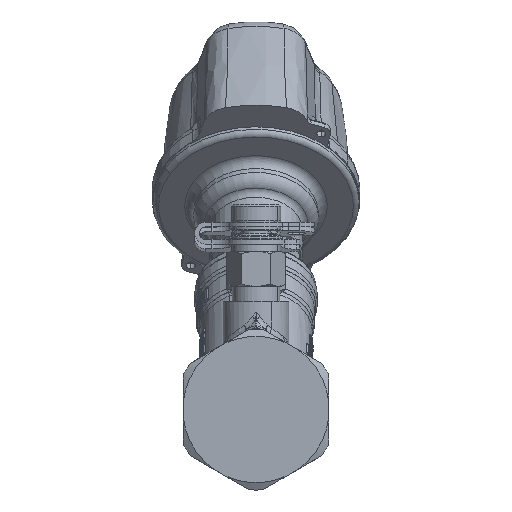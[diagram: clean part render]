
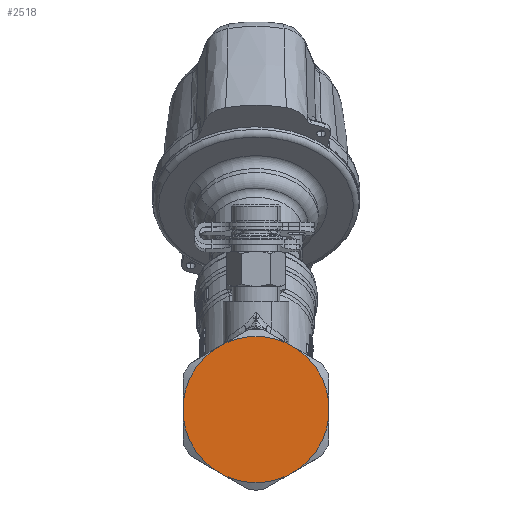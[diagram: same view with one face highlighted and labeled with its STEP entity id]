
A CAD part, front view. The second image highlights one B-rep face of the part: STEP entity #2518.
In plain terms, the highlighted planar face has unit normal (0, -1, 0).
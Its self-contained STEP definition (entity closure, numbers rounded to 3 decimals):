
#1666=CARTESIAN_POINT('Vertex',(11.68,-142.407,-16.235)) ;
#1669=CARTESIAN_POINT('Line Origine',(9.95,-142.407,-17.234)) ;
#1673=CARTESIAN_POINT('Vertex',(8.22,-142.407,-18.233)) ;
#2321=CARTESIAN_POINT('Axis2P3D Location',(0.,-142.407,0.)) ;
#2325=CARTESIAN_POINT('Vertex',(-19.9,-142.407,1.997)) ;
#2327=CARTESIAN_POINT('Vertex',(-11.68,-142.407,16.235)) ;
#2369=CARTESIAN_POINT('Vertex',(-19.9,-142.407,-1.997)) ;
#2372=CARTESIAN_POINT('Line Origine',(-19.9,-142.407,0.)) ;
#2387=CARTESIAN_POINT('Axis2P3D Location',(0.,-142.407,0.)) ;
#2391=CARTESIAN_POINT('Vertex',(-11.68,-142.407,-16.235)) ;
#2426=CARTESIAN_POINT('Vertex',(-8.22,-142.407,-18.233)) ;
#2429=CARTESIAN_POINT('Line Origine',(-9.95,-142.407,-17.234)) ;
#2444=CARTESIAN_POINT('Axis2P3D Location',(0.,-142.407,0.)) ;
#2459=CARTESIAN_POINT('Axis2P3D Location',(0.,-142.407,17.25)) ;
#2464=CARTESIAN_POINT('Axis2P3D Location',(0.,-142.407,0.)) ;
#2468=CARTESIAN_POINT('Vertex',(19.9,-142.407,-1.997)) ;
#2471=CARTESIAN_POINT('Line Origine',(19.9,-142.407,0.)) ;
#2475=CARTESIAN_POINT('Vertex',(19.9,-142.407,1.997)) ;
#2478=CARTESIAN_POINT('Axis2P3D Location',(0.,-142.407,0.)) ;
#2482=CARTESIAN_POINT('Vertex',(11.68,-142.407,16.235)) ;
#2485=CARTESIAN_POINT('Line Origine',(9.95,-142.407,17.234)) ;
#2489=CARTESIAN_POINT('Vertex',(8.22,-142.407,18.233)) ;
#2492=CARTESIAN_POINT('Axis2P3D Location',(0.,-142.407,0.)) ;
#2496=CARTESIAN_POINT('Vertex',(-8.22,-142.407,18.233)) ;
#2499=CARTESIAN_POINT('Line Origine',(-9.95,-142.407,17.234)) ;
#1671=VECTOR('Line Direction',#1670,1.) ;
#2374=VECTOR('Line Direction',#2373,1.) ;
#2431=VECTOR('Line Direction',#2430,1.) ;
#2473=VECTOR('Line Direction',#2472,1.) ;
#2487=VECTOR('Line Direction',#2486,1.) ;
#2501=VECTOR('Line Direction',#2500,1.) ;
#1670=DIRECTION('Vector Direction',(0.866,0.,0.5)) ;
#2322=DIRECTION('Axis2P3D Direction',(-0.,1.,0.)) ;
#2373=DIRECTION('Vector Direction',(0.,0.,1.)) ;
#2388=DIRECTION('Axis2P3D Direction',(-0.,1.,0.)) ;
#2430=DIRECTION('Vector Direction',(-0.866,0.,0.5)) ;
#2445=DIRECTION('Axis2P3D Direction',(-0.,1.,0.)) ;
#2460=DIRECTION('Axis2P3D Direction',(-0.,1.,0.)) ;
#2461=DIRECTION('Axis2P3D XDirection',(1.,0.,0.)) ;
#2465=DIRECTION('Axis2P3D Direction',(-0.,1.,0.)) ;
#2472=DIRECTION('Vector Direction',(0.,0.,-1.)) ;
#2479=DIRECTION('Axis2P3D Direction',(-0.,1.,0.)) ;
#2486=DIRECTION('Vector Direction',(0.866,0.,-0.5)) ;
#2493=DIRECTION('Axis2P3D Direction',(-0.,1.,0.)) ;
#2500=DIRECTION('Vector Direction',(-0.866,0.,-0.5)) ;
#2323=AXIS2_PLACEMENT_3D('Circle Axis2P3D',#2321,#2322,$) ;
#2389=AXIS2_PLACEMENT_3D('Circle Axis2P3D',#2387,#2388,$) ;
#2446=AXIS2_PLACEMENT_3D('Circle Axis2P3D',#2444,#2445,$) ;
#2462=AXIS2_PLACEMENT_3D('Plane Axis2P3D',#2459,#2460,#2461) ;
#2466=AXIS2_PLACEMENT_3D('Circle Axis2P3D',#2464,#2465,$) ;
#2480=AXIS2_PLACEMENT_3D('Circle Axis2P3D',#2478,#2479,$) ;
#2494=AXIS2_PLACEMENT_3D('Circle Axis2P3D',#2492,#2493,$) ;
#1672=LINE('Line',#1669,#1671) ;
#2375=LINE('Line',#2372,#2374) ;
#2432=LINE('Line',#2429,#2431) ;
#2474=LINE('Line',#2471,#2473) ;
#2488=LINE('Line',#2485,#2487) ;
#2502=LINE('Line',#2499,#2501) ;
#2324=CIRCLE('generated circle',#2323,20.) ;
#2390=CIRCLE('generated circle',#2389,20.) ;
#2447=CIRCLE('generated circle',#2446,20.) ;
#2467=CIRCLE('generated circle',#2466,20.) ;
#2481=CIRCLE('generated circle',#2480,20.) ;
#2495=CIRCLE('generated circle',#2494,20.) ;
#2463=PLANE('',#2462) ;
#1675=EDGE_CURVE('',#1674,#1667,#1672,.T.) ;
#2329=EDGE_CURVE('',#2326,#2328,#2324,.T.) ;
#2376=EDGE_CURVE('',#2370,#2326,#2375,.T.) ;
#2393=EDGE_CURVE('',#2392,#2370,#2390,.T.) ;
#2433=EDGE_CURVE('',#2427,#2392,#2432,.T.) ;
#2448=EDGE_CURVE('',#1674,#2427,#2447,.T.) ;
#2470=EDGE_CURVE('',#2469,#1667,#2467,.T.) ;
#2477=EDGE_CURVE('',#2476,#2469,#2474,.T.) ;
#2484=EDGE_CURVE('',#2483,#2476,#2481,.T.) ;
#2491=EDGE_CURVE('',#2490,#2483,#2488,.T.) ;
#2498=EDGE_CURVE('',#2497,#2490,#2495,.T.) ;
#2503=EDGE_CURVE('',#2497,#2328,#2502,.T.) ;
#2505=ORIENTED_EDGE('',*,*,#2448,.F.) ;
#2506=ORIENTED_EDGE('',*,*,#1675,.T.) ;
#2507=ORIENTED_EDGE('',*,*,#2470,.F.) ;
#2508=ORIENTED_EDGE('',*,*,#2477,.F.) ;
#2509=ORIENTED_EDGE('',*,*,#2484,.F.) ;
#2510=ORIENTED_EDGE('',*,*,#2491,.F.) ;
#2511=ORIENTED_EDGE('',*,*,#2498,.F.) ;
#2512=ORIENTED_EDGE('',*,*,#2503,.T.) ;
#2513=ORIENTED_EDGE('',*,*,#2329,.F.) ;
#2514=ORIENTED_EDGE('',*,*,#2376,.F.) ;
#2515=ORIENTED_EDGE('',*,*,#2393,.F.) ;
#2516=ORIENTED_EDGE('',*,*,#2433,.F.) ;
#2504=EDGE_LOOP('',(#2505,#2506,#2507,#2508,#2509,#2510,#2511,#2512,#2513,#2514,#2515,#2516)) ;
#1667=VERTEX_POINT('',#1666) ;
#1674=VERTEX_POINT('',#1673) ;
#2326=VERTEX_POINT('',#2325) ;
#2328=VERTEX_POINT('',#2327) ;
#2370=VERTEX_POINT('',#2369) ;
#2392=VERTEX_POINT('',#2391) ;
#2427=VERTEX_POINT('',#2426) ;
#2469=VERTEX_POINT('',#2468) ;
#2476=VERTEX_POINT('',#2475) ;
#2483=VERTEX_POINT('',#2482) ;
#2490=VERTEX_POINT('',#2489) ;
#2497=VERTEX_POINT('',#2496) ;
#2518=ADVANCED_FACE('PartBody',(#2517),#2463,.F.) ;
#2517=FACE_OUTER_BOUND('',#2504,.T.) ;
